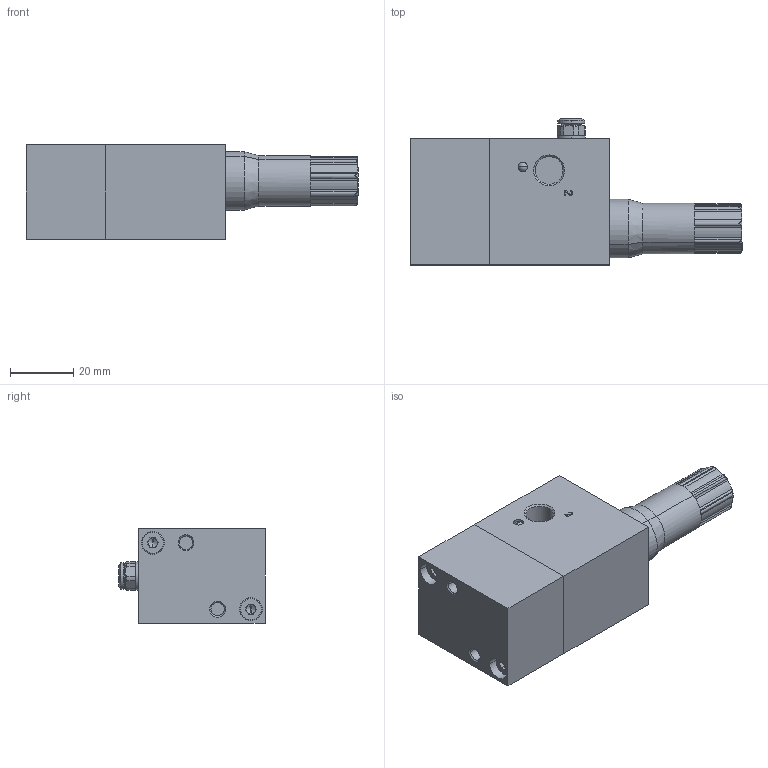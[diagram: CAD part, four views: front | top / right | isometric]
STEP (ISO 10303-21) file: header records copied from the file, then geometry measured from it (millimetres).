
FILE_DESCRIPTION (( 'STEP AP214' ), '1' );
FILE_NAME ('AX_007_4.STEP', '2016-10-14T10:08:29', ( '' ), ( '' ), 'SwSTEP 2.0', 'SolidWorks 2016', '' );
FILE_SCHEMA (( 'AUTOMOTIVE_DESIGN' ));
Length unit declared in the file: millimetre
Products named in the file (1): AX_007_4
Bounding box: 105 x 46.2 x 30 mm (x, y, z)
Volume: 83531.9 mm3; surface area: 19331.3 mm2
Topology: 9 solids, 9 shells, 283 faces, 688 edges, 432 vertices
Faces by surface type: plane 98, cylinder 91, cone 39, bspline 29, torus 20, sphere 6
Entity records: 10081 total; most frequent: CARTESIAN_POINT 3512, ORIENTED_EDGE 1338, DIRECTION 1334, EDGE_CURVE 669, AXIS2_PLACEMENT_3D 521, VERTEX_POINT 423, EDGE_LOOP 304, LINE 292
